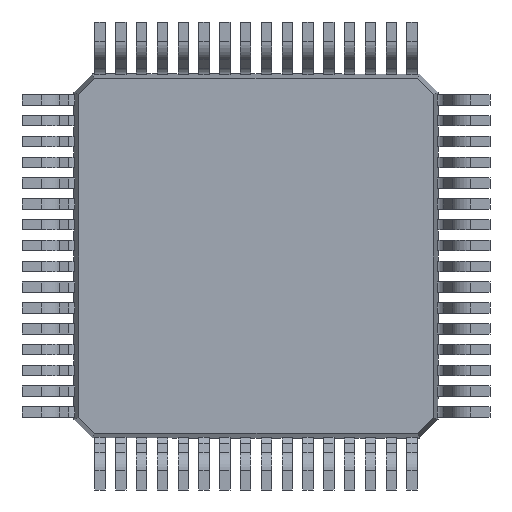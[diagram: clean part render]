
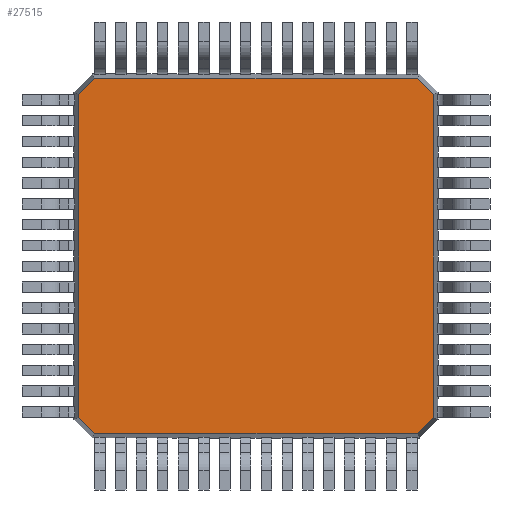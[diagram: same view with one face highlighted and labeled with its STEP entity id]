
A CAD part, front view. The second image highlights one B-rep face of the part: STEP entity #27515.
In plain terms, the highlighted planar face has unit normal (0, -1, 0).
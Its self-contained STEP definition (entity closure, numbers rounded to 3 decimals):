
#6426 = EDGE_CURVE ( 'NONE', #6428, #6429, #10210, .T. ) ;
#6428 = VERTEX_POINT ( 'NONE', #10266 ) ;
#6429 = VERTEX_POINT ( 'NONE', #10265 ) ;
#10207 = DIRECTION ( 'NONE',  ( 1., 0., 0. ) ) ;
#10208 = VECTOR ( 'NONE', #10207, 1000. ) ;
#10209 = CARTESIAN_POINT ( 'NONE',  ( -3.14, 0.2, 3.412 ) ) ;
#10210 = LINE ( 'NONE', #10209, #10208 ) ;
#10265 = CARTESIAN_POINT ( 'NONE',  ( 3.103, 0.2, 3.412 ) ) ;
#10266 = CARTESIAN_POINT ( 'NONE',  ( -3.103, 0.2, 3.412 ) ) ;
#26233 = VERTEX_POINT ( 'NONE', #32986 ) ;
#26237 = EDGE_CURVE ( 'NONE', #26233, #26240, #32985, .T. ) ;
#26240 = VERTEX_POINT ( 'NONE', #32981 ) ;
#26482 = EDGE_CURVE ( 'NONE', #26632, #26483, #33258, .T. ) ;
#26483 = VERTEX_POINT ( 'NONE', #33254 ) ;
#26632 = VERTEX_POINT ( 'NONE', #33390 ) ;
#27016 = VERTEX_POINT ( 'NONE', #33784 ) ;
#27019 = EDGE_CURVE ( 'NONE', #27016, #26233, #33783, .T. ) ;
#27117 = VERTEX_POINT ( 'NONE', #33885 ) ;
#27119 = EDGE_CURVE ( 'NONE', #27117, #27016, #33884, .T. ) ;
#27382 = ORIENTED_EDGE ( 'NONE', *, *, #27119, .F. ) ;
#27383 = ORIENTED_EDGE ( 'NONE', *, *, #27422, .F. ) ;
#27384 = ORIENTED_EDGE ( 'NONE', *, *, #26482, .F. ) ;
#27386 = ORIENTED_EDGE ( 'NONE', *, *, #27393, .F. ) ;
#27387 = ORIENTED_EDGE ( 'NONE', *, *, #6426, .F. ) ;
#27393 = EDGE_CURVE ( 'NONE', #6429, #26632, #34161, .T. ) ;
#27422 = EDGE_CURVE ( 'NONE', #26483, #27117, #34195, .T. ) ;
#27490 = ORIENTED_EDGE ( 'NONE', *, *, #27512, .F. ) ;
#27512 = EDGE_CURVE ( 'NONE', #26240, #6428, #34300, .T. ) ;
#27515 = ADVANCED_FACE ( 'NONE', ( #34296 ), #34295, .T. ) ;
#27518 = EDGE_LOOP ( 'NONE', ( #27521, #27524, #27382, #27383, #27384, #27386, #27387, #27490 ) ) ;
#27521 = ORIENTED_EDGE ( 'NONE', *, *, #26237, .F. ) ;
#27524 = ORIENTED_EDGE ( 'NONE', *, *, #27019, .F. ) ;
#32981 = CARTESIAN_POINT ( 'NONE',  ( -3.412, 0.2, 3.103 ) ) ;
#32982 = DIRECTION ( 'NONE',  ( 0., 0., 1. ) ) ;
#32983 = VECTOR ( 'NONE', #32982, 1000. ) ;
#32984 = CARTESIAN_POINT ( 'NONE',  ( -3.412, 0.2, 3.14 ) ) ;
#32985 = LINE ( 'NONE', #32984, #32983 ) ;
#32986 = CARTESIAN_POINT ( 'NONE',  ( -3.412, 0.2, -3.103 ) ) ;
#33254 = CARTESIAN_POINT ( 'NONE',  ( 3.412, 0.2, -3.103 ) ) ;
#33255 = DIRECTION ( 'NONE',  ( 0., 0., -1. ) ) ;
#33256 = VECTOR ( 'NONE', #33255, 1000. ) ;
#33257 = CARTESIAN_POINT ( 'NONE',  ( 3.412, 0.2, 3.14 ) ) ;
#33258 = LINE ( 'NONE', #33257, #33256 ) ;
#33390 = CARTESIAN_POINT ( 'NONE',  ( 3.412, 0.2, 3.103 ) ) ;
#33782 = CARTESIAN_POINT ( 'NONE',  ( -3.438, 0.2, -3.078 ) ) ;
#33783 = LINE ( 'NONE', #33782, #33845 ) ;
#33784 = CARTESIAN_POINT ( 'NONE',  ( -3.103, 0.2, -3.412 ) ) ;
#33844 = DIRECTION ( 'NONE',  ( -0.707, 0., 0.707 ) ) ;
#33845 = VECTOR ( 'NONE', #33844, 1000. ) ;
#33881 = DIRECTION ( 'NONE',  ( -1., 0., 0. ) ) ;
#33882 = VECTOR ( 'NONE', #33881, 1000. ) ;
#33883 = CARTESIAN_POINT ( 'NONE',  ( -3.14, 0.2, -3.412 ) ) ;
#33884 = LINE ( 'NONE', #33883, #33882 ) ;
#33885 = CARTESIAN_POINT ( 'NONE',  ( 3.103, 0.2, -3.412 ) ) ;
#34158 = DIRECTION ( 'NONE',  ( 0.707, 0., -0.707 ) ) ;
#34159 = VECTOR ( 'NONE', #34158, 1000. ) ;
#34160 = CARTESIAN_POINT ( 'NONE',  ( 3.078, 0.2, 3.438 ) ) ;
#34161 = LINE ( 'NONE', #34160, #34159 ) ;
#34192 = DIRECTION ( 'NONE',  ( -0.707, 0., -0.707 ) ) ;
#34193 = VECTOR ( 'NONE', #34192, 1000. ) ;
#34194 = CARTESIAN_POINT ( 'NONE',  ( 3.078, 0.2, -3.438 ) ) ;
#34195 = LINE ( 'NONE', #34194, #34193 ) ;
#34291 = DIRECTION ( 'NONE',  ( 0., 0., -1. ) ) ;
#34292 = DIRECTION ( 'NONE',  ( 0., -1., 0. ) ) ;
#34293 = CARTESIAN_POINT ( 'NONE',  ( -3.5, 0.2, -3.5 ) ) ;
#34294 = AXIS2_PLACEMENT_3D ( 'NONE', #34293, #34292, #34291 ) ;
#34295 = PLANE ( 'NONE',  #34294 ) ;
#34296 = FACE_OUTER_BOUND ( 'NONE', #27518, .T. ) ;
#34297 = DIRECTION ( 'NONE',  ( 0.707, 0., 0.707 ) ) ;
#34298 = VECTOR ( 'NONE', #34297, 1000. ) ;
#34299 = CARTESIAN_POINT ( 'NONE',  ( -3.438, 0.2, 3.078 ) ) ;
#34300 = LINE ( 'NONE', #34299, #34298 ) ;
